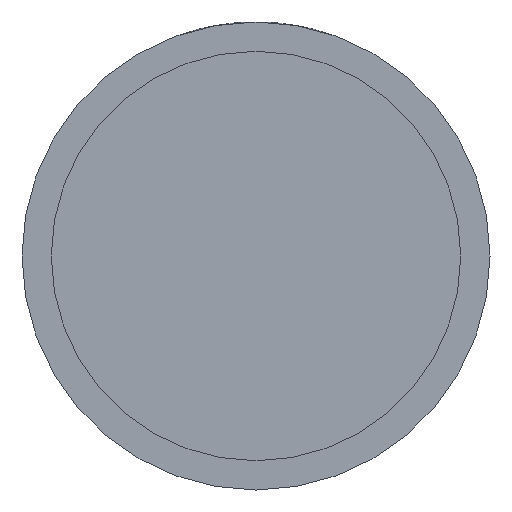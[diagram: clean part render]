
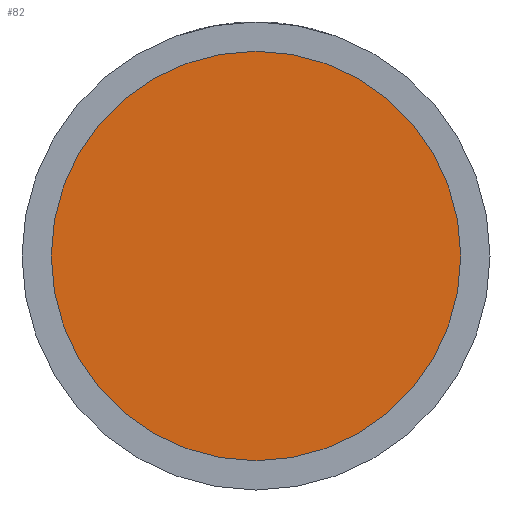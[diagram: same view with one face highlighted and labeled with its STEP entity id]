
A CAD part, front view. The second image highlights one B-rep face of the part: STEP entity #82.
In plain terms, the highlighted planar face has unit normal (0, -1, 0).
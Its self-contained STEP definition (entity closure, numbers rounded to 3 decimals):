
#82=ADVANCED_FACE('',(#101),#102,.T.);
#101=FACE_OUTER_BOUND('',#125,.T.);
#102=PLANE('',#126);
#125=EDGE_LOOP('',(#182,#183));
#126=AXIS2_PLACEMENT_3D('',#184,#185,#186);
#182=ORIENTED_EDGE('',*,*,#225,.T.);
#183=ORIENTED_EDGE('',*,*,#213,.T.);
#184=CARTESIAN_POINT('',(0.0,-45.0,0.0));
#185=DIRECTION('',(0.0,-1.0,0.0));
#186=DIRECTION('',(-1.0,0.0,0.0));
#213=EDGE_CURVE('',#239,#236,#240,.T.);
#225=EDGE_CURVE('',#236,#239,#258,.T.);
#236=VERTEX_POINT('',#271);
#239=VERTEX_POINT('',#275);
#240=CIRCLE('',#276,1.75);
#258=CIRCLE('',#331,1.75);
#271=CARTESIAN_POINT('',(1.75,-45.0,0.0));
#275=CARTESIAN_POINT('',(-1.75,-45.0,0.));
#276=AXIS2_PLACEMENT_3D('',#343,#344,#345);
#331=AXIS2_PLACEMENT_3D('',#367,#368,#369);
#343=CARTESIAN_POINT('',(0.0,-45.0,0.0));
#344=DIRECTION('',(0.0,-1.0,0.0));
#345=DIRECTION('',(1.0,0.0,0.0));
#367=CARTESIAN_POINT('',(0.0,-45.0,0.0));
#368=DIRECTION('',(0.0,-1.0,0.0));
#369=DIRECTION('',(1.0,0.0,0.0));
